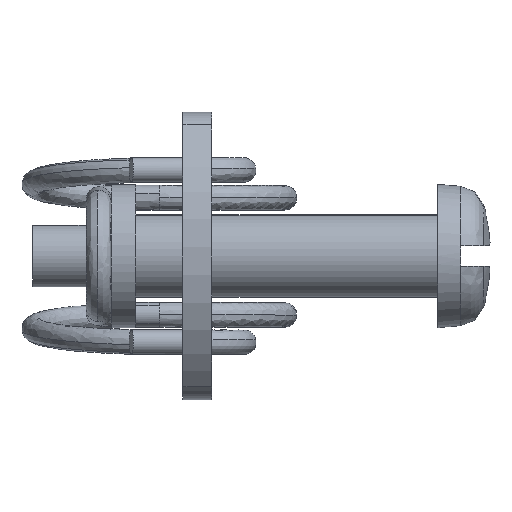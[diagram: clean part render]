
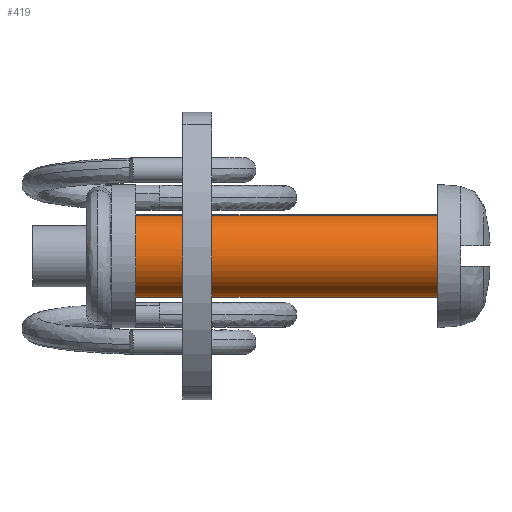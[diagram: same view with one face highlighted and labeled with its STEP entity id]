
A CAD part, top view. The second image highlights one B-rep face of the part: STEP entity #419.
In plain terms, the highlighted free-form (B-spline) face has degree [2, 1] with [5, 2] control points.
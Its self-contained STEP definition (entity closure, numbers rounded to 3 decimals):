
#256=CARTESIAN_POINT('',(-14.7,1.986,0.236));
#257=VERTEX_POINT('',#256);
#275=CARTESIAN_POINT('',(0.,1.986,0.236));
#276=VERTEX_POINT('',#275);
#277=CARTESIAN_POINT('',(0.,1.986,0.236));
#278=CARTESIAN_POINT('',(-14.7,1.986,0.236));
#279=QUASI_UNIFORM_CURVE('',1,(#277,#278),.UNSPECIFIED.,.F.,.U.);
#280=EDGE_CURVE('',#276,#257,#279,.T.);
#299=CARTESIAN_POINT('',(0.,-1.996,-0.122));
#300=VERTEX_POINT('',#299);
#314=CARTESIAN_POINT('',(-14.7,-1.996,-0.122));
#315=VERTEX_POINT('',#314);
#316=CARTESIAN_POINT('',(0.,-1.996,-0.122));
#317=CARTESIAN_POINT('',(-14.7,-1.996,-0.122));
#318=QUASI_UNIFORM_CURVE('',1,(#316,#317),.UNSPECIFIED.,.F.,.U.);
#319=EDGE_CURVE('',#300,#315,#318,.T.);
#337=CARTESIAN_POINT('',(0.368,-1.996,-0.122));
#338=CARTESIAN_POINT('',(0.368,-2.118,1.874));
#339=CARTESIAN_POINT('',(0.368,-0.122,1.996));
#340=CARTESIAN_POINT('',(0.368,1.763,2.112));
#341=CARTESIAN_POINT('',(0.368,1.986,0.236));
#342=CARTESIAN_POINT('',(-15.077,-1.996,-0.122));
#343=CARTESIAN_POINT('',(-15.077,-2.118,1.874));
#344=CARTESIAN_POINT('',(-15.077,-0.122,1.996));
#345=CARTESIAN_POINT('',(-15.077,1.763,2.112));
#346=CARTESIAN_POINT('',(-15.077,1.986,0.236));
#354=(BOUNDED_SURFACE()B_SPLINE_SURFACE(2,1,((#337,#342),(#338,#343),(#339,#344),(#340,#345),(#341,#346)),.UNSPECIFIED.,.F.,.F.,.U.)B_SPLINE_SURFACE_WITH_KNOTS((3,2,3),(2,2),(0.0,3.314,6.495),(0.0,15.444),.UNSPECIFIED.)GEOMETRIC_REPRESENTATION_ITEM()RATIONAL_B_SPLINE_SURFACE(((1.0,1.0),(0.707,0.707),(1.0,1.0),(0.719,0.719),(0.978,0.978)))REPRESENTATION_ITEM('')SURFACE());
#355=CARTESIAN_POINT('',(-14.7,0.0,2.0));
#356=VERTEX_POINT('',#355);
#357=CARTESIAN_POINT('',(-14.7,0.0,2.0));
#358=CARTESIAN_POINT('',(-14.7,1.776,2.));
#359=CARTESIAN_POINT('',(-14.7,1.986,0.236));
#367=(BOUNDED_CURVE()B_SPLINE_CURVE(2,(#357,#358,#359),.UNSPECIFIED.,.F.,.U.)B_SPLINE_CURVE_WITH_KNOTS((3,3),(0.0,0.23),.UNSPECIFIED.)CURVE()GEOMETRIC_REPRESENTATION_ITEM()RATIONAL_B_SPLINE_CURVE((1.0,0.731,0.956))REPRESENTATION_ITEM(''));
#368=EDGE_CURVE('',#356,#257,#367,.T.);
#369=ORIENTED_EDGE('',*,*,#368,.F.);
#370=CARTESIAN_POINT('',(-14.7,-1.996,-0.122));
#371=CARTESIAN_POINT('',(-14.7,-2.0,-0.061));
#372=CARTESIAN_POINT('',(-14.7,-2.0,0.0));
#373=CARTESIAN_POINT('',(-14.7,-2.,2.));
#374=CARTESIAN_POINT('',(-14.7,0.0,2.0));
#382=(BOUNDED_CURVE()B_SPLINE_CURVE(2,(#370,#371,#372,#373,#374),.UNSPECIFIED.,.F.,.U.)B_SPLINE_CURVE_WITH_KNOTS((3,2,3),(0.739,0.75,1.0),.UNSPECIFIED.)CURVE()GEOMETRIC_REPRESENTATION_ITEM()RATIONAL_B_SPLINE_CURVE((0.976,0.988,1.0,0.707,1.0))REPRESENTATION_ITEM(''));
#383=EDGE_CURVE('',#315,#356,#382,.T.);
#384=ORIENTED_EDGE('',*,*,#383,.F.);
#385=ORIENTED_EDGE('',*,*,#319,.F.);
#386=CARTESIAN_POINT('',(0.,0.0,2.0));
#387=VERTEX_POINT('',#386);
#388=CARTESIAN_POINT('',(0.,-1.996,-0.122));
#389=CARTESIAN_POINT('',(0.,-2.0,-0.061));
#390=CARTESIAN_POINT('',(0.,-2.0,0.0));
#391=CARTESIAN_POINT('',(0.,-2.,2.));
#392=CARTESIAN_POINT('',(0.,0.0,2.0));
#400=(BOUNDED_CURVE()B_SPLINE_CURVE(2,(#388,#389,#390,#391,#392),.UNSPECIFIED.,.F.,.U.)B_SPLINE_CURVE_WITH_KNOTS((3,2,3),(0.739,0.75,1.0),.UNSPECIFIED.)CURVE()GEOMETRIC_REPRESENTATION_ITEM()RATIONAL_B_SPLINE_CURVE((0.976,0.988,1.0,0.707,1.0))REPRESENTATION_ITEM(''));
#401=EDGE_CURVE('',#300,#387,#400,.T.);
#402=ORIENTED_EDGE('',*,*,#401,.T.);
#403=CARTESIAN_POINT('',(0.,0.0,2.0));
#404=CARTESIAN_POINT('',(0.,1.776,2.));
#405=CARTESIAN_POINT('',(0.,1.986,0.236));
#413=(BOUNDED_CURVE()B_SPLINE_CURVE(2,(#403,#404,#405),.UNSPECIFIED.,.F.,.U.)B_SPLINE_CURVE_WITH_KNOTS((3,3),(0.0,0.23),.UNSPECIFIED.)CURVE()GEOMETRIC_REPRESENTATION_ITEM()RATIONAL_B_SPLINE_CURVE((1.0,0.731,0.956))REPRESENTATION_ITEM(''));
#414=EDGE_CURVE('',#387,#276,#413,.T.);
#415=ORIENTED_EDGE('',*,*,#414,.T.);
#416=ORIENTED_EDGE('',*,*,#280,.T.);
#417=EDGE_LOOP('',(#369,#384,#385,#402,#415,#416));
#418=FACE_OUTER_BOUND('',#417,.T.);
#419=ADVANCED_FACE('',(#418),#354,.T.);
